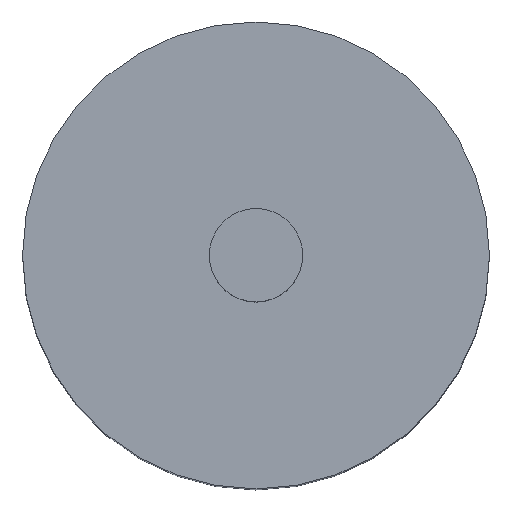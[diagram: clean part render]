
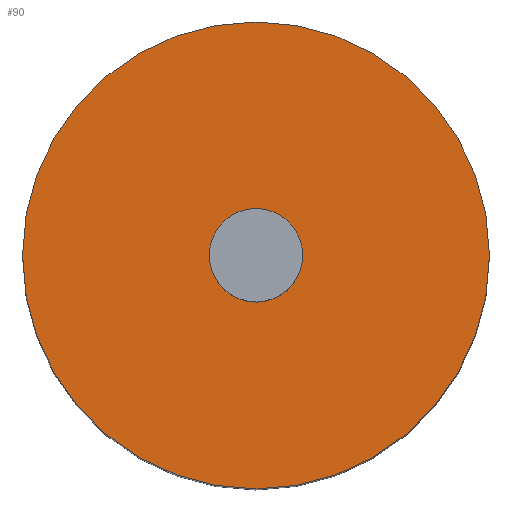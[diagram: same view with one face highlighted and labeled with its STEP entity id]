
A CAD part, top view. The second image highlights one B-rep face of the part: STEP entity #90.
In plain terms, the highlighted planar face has unit normal (0, 0, 1).
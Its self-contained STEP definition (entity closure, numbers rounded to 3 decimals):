
#15=FACE_BOUND('',#34,.T.);
#19=PLANE('',#123);
#26=FACE_OUTER_BOUND('',#33,.T.);
#33=EDGE_LOOP('',(#78));
#34=EDGE_LOOP('',(#79));
#46=CIRCLE('',#118,5.);
#47=CIRCLE('',#121,25.);
#52=VERTEX_POINT('',#167);
#53=VERTEX_POINT('',#172);
#60=EDGE_CURVE('',#52,#52,#46,.T.);
#61=EDGE_CURVE('',#53,#53,#47,.T.);
#78=ORIENTED_EDGE('',*,*,#61,.T.);
#79=ORIENTED_EDGE('',*,*,#60,.T.);
#90=ADVANCED_FACE('',(#26,#15),#19,.T.);
#118=AXIS2_PLACEMENT_3D('',#169,#141,#142);
#121=AXIS2_PLACEMENT_3D('',#173,#147,#148);
#123=AXIS2_PLACEMENT_3D('',#177,#152,#153);
#141=DIRECTION('center_axis',(0.,0.,-1.));
#142=DIRECTION('ref_axis',(1.,0.,0.));
#147=DIRECTION('center_axis',(0.,0.,1.));
#148=DIRECTION('ref_axis',(1.,0.,0.));
#152=DIRECTION('center_axis',(0.,0.,1.));
#153=DIRECTION('ref_axis',(1.,0.,0.));
#167=CARTESIAN_POINT('',(-5.,0.,67.5));
#169=CARTESIAN_POINT('Origin',(0.,0.,67.5));
#172=CARTESIAN_POINT('',(-25.,0.,67.5));
#173=CARTESIAN_POINT('Origin',(0.,0.,67.5));
#177=CARTESIAN_POINT('Origin',(0.,0.,67.5));
